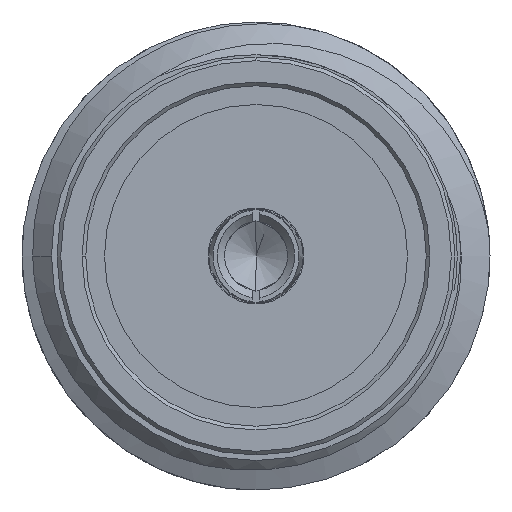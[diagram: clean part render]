
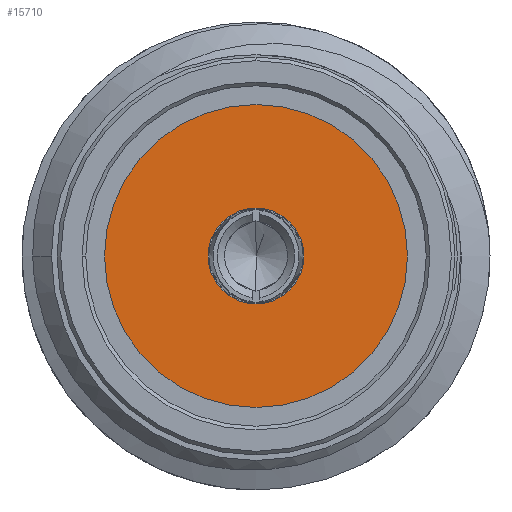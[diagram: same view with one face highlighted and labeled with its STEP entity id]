
A CAD part, front view. The second image highlights one B-rep face of the part: STEP entity #15710.
In plain terms, the highlighted planar face has unit normal (0, -1, 0).
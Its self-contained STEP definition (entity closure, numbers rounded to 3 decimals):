
#15090=CARTESIAN_POINT('',(0.,-5.07,2.15))
;
#15100=VERTEX_POINT('',#15090);
#15280=CARTESIAN_POINT('',(0.,-5.07,
3.45));
#15290=VERTEX_POINT('',#15280);
#15320=CARTESIAN_POINT('',(0.,-5.07,
2.8));
#15330=DIRECTION('',(0.,1.,0.));
#15340=DIRECTION('',(0.,0.,1.));
#15350=AXIS2_PLACEMENT_3D('',#15320,#15330,#15340);
#15360=CIRCLE('',#15350,0.65);
#15370=EDGE_CURVE('',#15290,#15100,#15360,.T.);
#15420=CARTESIAN_POINT('',(-2.158,-5.07,
4.958));
#15430=DIRECTION('',(0.,-1.,0.));
#15440=DIRECTION('',(0.,0.,-1.));
#15450=AXIS2_PLACEMENT_3D('',#15420,#15430,#15440);
#15460=PLANE('',#15450);
#15470=CARTESIAN_POINT('',(0.,-5.07,
2.8));
#15480=DIRECTION('',(0.,-1.,0.));
#15490=DIRECTION('',(0.,0.,-1.));
#15500=AXIS2_PLACEMENT_3D('',#15470,#15480,#15490);
#15510=CIRCLE('',#15500,2.055);
#15520=CARTESIAN_POINT('',(0.,-5.07,4.855))
;
#15530=VERTEX_POINT('',#15520);
#15540=CARTESIAN_POINT('',(0.,-5.07,
0.745));
#15550=VERTEX_POINT('',#15540);
#15560=EDGE_CURVE('',#15530,#15550,#15510,.T.);
#15570=ORIENTED_EDGE('',*,*,#15560,.T.);
#15580=CARTESIAN_POINT('',(2.055,-5.07,2.8));
#15590=VERTEX_POINT('',#15580);
#15600=EDGE_CURVE('',#15590,#15530,#15510,.T.);
#15610=ORIENTED_EDGE('',*,*,#15600,.T.);
#15620=EDGE_CURVE('',#15550,#15590,#15510,.T.);
#15630=ORIENTED_EDGE('',*,*,#15620,.T.);
#15640=EDGE_LOOP('',(#15630,#15610,#15570));
#15650=FACE_OUTER_BOUND('',#15640,.T.);
#15660=EDGE_CURVE('',#15100,#15290,#15360,.T.);
#15670=ORIENTED_EDGE('',*,*,#15660,.T.);
#15680=ORIENTED_EDGE('',*,*,#15370,.T.);
#15690=EDGE_LOOP('',(#15680,#15670));
#15700=FACE_BOUND('',#15690,.T.);
#15710=ADVANCED_FACE('',(#15650,#15700),#15460,.T.);
